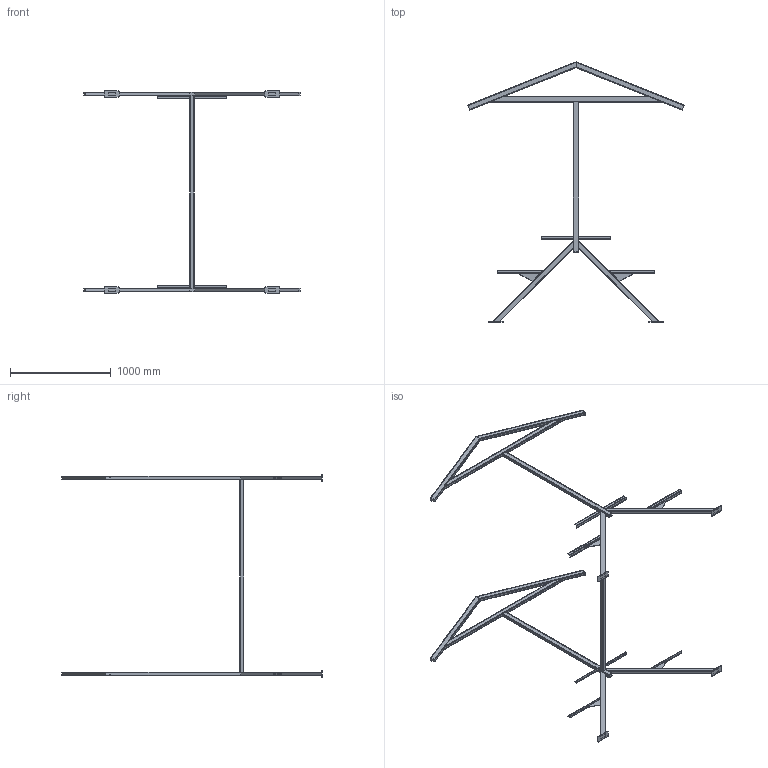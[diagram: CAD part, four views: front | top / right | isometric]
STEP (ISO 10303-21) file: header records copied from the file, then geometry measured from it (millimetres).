
FILE_DESCRIPTION(('FreeCAD Model'),'2;1');
FILE_NAME('Open CASCADE Shape Model','2025-04-30T19:01:30',('FreeCAD'),( 'FreeCAD'),'Open CASCADE STEP processor 7.6','FreeCAD','Unknown');
FILE_SCHEMA(('AUTOMOTIVE_DESIGN { 1 0 10303 214 1 1 1 1 }'));
Length unit declared in the file: millimetre
Products named in the file (1): Open CASCADE STEP translator 7.6 1
Bounding box: 2143.72 x 2577.4 x 2007.18 mm (x, y, z)
Volume: 7970206.6 mm3; surface area: 5701354.1 mm2
Topology: 33 solids, 33 shells, 408 faces, 1026 edges, 684 vertices
Faces by surface type: bspline 408
Entity records: 11224 total; most frequent: CARTESIAN_POINT 5157, ORIENTED_EDGE 2052, EDGE_CURVE 1026, B_SPLINE_CURVE_WITH_KNOTS 702, VERTEX_POINT 684, FACE_BOUND 434, EDGE_LOOP 434, ADVANCED_FACE 408
